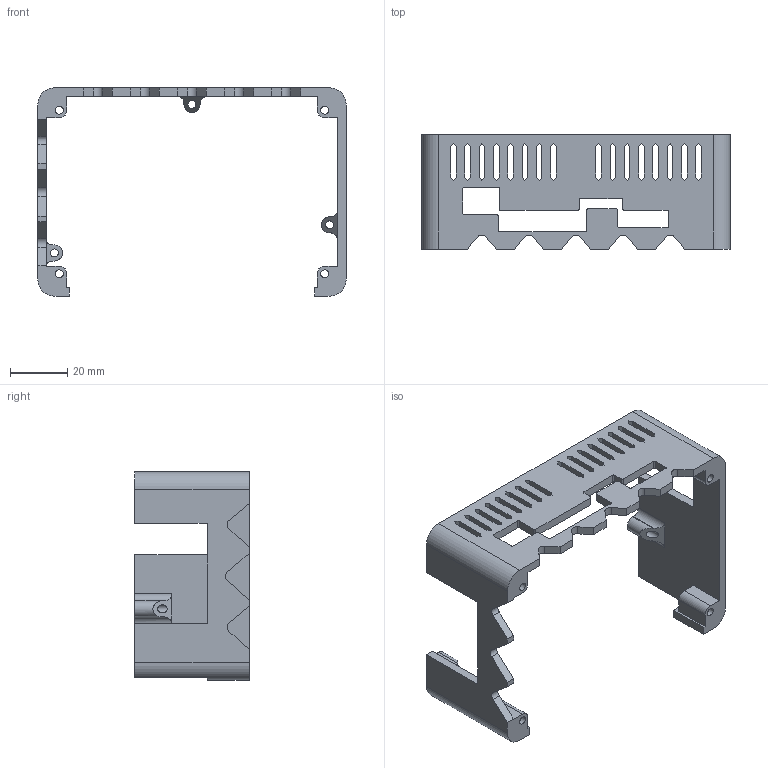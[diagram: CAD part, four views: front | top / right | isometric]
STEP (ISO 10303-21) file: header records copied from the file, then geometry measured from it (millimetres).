
FILE_DESCRIPTION(/* description */ (''),/* implementation_level */ '2;1');
FILE_NAME(/* name */ 'SAV case (V1).step',/* time_stamp */ '2017-03-01T20:33:49+01:00',/* author */ ('Rubén'),/* organization */ (''),/* preprocessor_version */ 'ST-DEVELOPER v15.2',/* originating_system */ 'Autodesk Inventor 2014',/* authorisation */ '');
FILE_SCHEMA (('AUTOMOTIVE_DESIGN { 1 0 10303 214 3 1 1 }'));
Length unit declared in the file: millimetre
Products named in the file (1): SAV case (V1)
Bounding box: 107.7 x 40 x 72.77 mm (x, y, z)
Volume: 24604.1 mm3; surface area: 19830.3 mm2
Topology: 1 solids, 1 shells, 237 faces, 705 edges, 470 vertices
Faces by surface type: plane 181, cylinder 56
Full cylindrical faces by diameter (mm): 2.8 x7
Entity records: 7966 total; most frequent: CARTESIAN_POINT 1404, ORIENTED_EDGE 1394, DIRECTION 1287, EDGE_CURVE 697, LINE 583, VECTOR 583, VERTEX_POINT 469, AXIS2_PLACEMENT_3D 352
